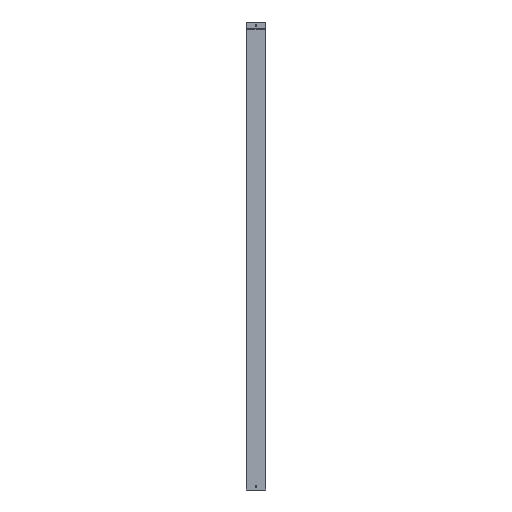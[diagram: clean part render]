
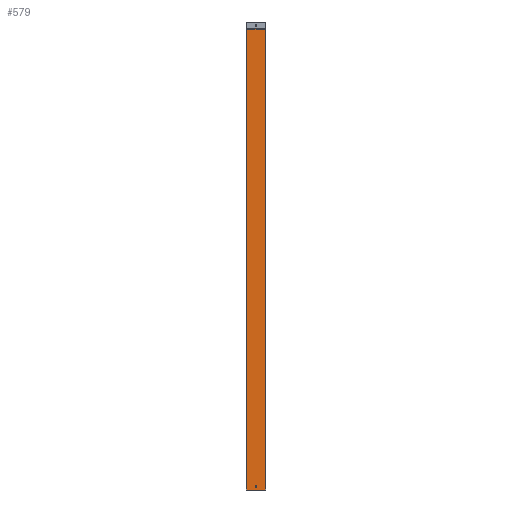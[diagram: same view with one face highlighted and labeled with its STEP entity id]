
A CAD part, front view. The second image highlights one B-rep face of the part: STEP entity #579.
In plain terms, the highlighted planar face has unit normal (0, -1, 0).
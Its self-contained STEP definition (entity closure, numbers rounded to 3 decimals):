
#15 = VERTEX_POINT ( 'NONE', #864 ) ;
#26 = FACE_OUTER_BOUND ( 'NONE', #382, .T. ) ;
#39 = FACE_BOUND ( 'NONE', #384, .T. ) ;
#103 = VECTOR ( 'NONE', #779, 1000. ) ;
#104 = VECTOR ( 'NONE', #776, 1000. ) ;
#105 = LINE ( 'NONE', #796, #103 ) ;
#106 = LINE ( 'NONE', #789, #104 ) ;
#108 = CIRCLE ( 'NONE', #469, 2.5 ) ;
#109 = VECTOR ( 'NONE', #788, 1000. ) ;
#112 = LINE ( 'NONE', #791, #109 ) ;
#127 = VECTOR ( 'NONE', #821, 1000. ) ;
#132 = LINE ( 'NONE', #753, #127 ) ;
#272 = ORIENTED_EDGE ( 'NONE', *, *, #508, .F. ) ;
#273 = ORIENTED_EDGE ( 'NONE', *, *, #509, .T. ) ;
#279 = ORIENTED_EDGE ( 'NONE', *, *, #497, .F. ) ;
#281 = ORIENTED_EDGE ( 'NONE', *, *, #510, .F. ) ;
#287 = ORIENTED_EDGE ( 'NONE', *, *, #506, .T. ) ;
#305 = VERTEX_POINT ( 'NONE', #418 ) ;
#309 = VERTEX_POINT ( 'NONE', #417 ) ;
#313 = VERTEX_POINT ( 'NONE', #394 ) ;
#322 = VERTEX_POINT ( 'NONE', #436 ) ;
#382 = EDGE_LOOP ( 'NONE', ( #273, #279, #281, #287 ) ) ;
#384 = EDGE_LOOP ( 'NONE', ( #272 ) ) ;
#394 = CARTESIAN_POINT ( 'NONE',  ( 40., 0., 0. ) ) ;
#417 = CARTESIAN_POINT ( 'NONE',  ( -40., 0., 0. ) ) ;
#418 = CARTESIAN_POINT ( 'NONE',  ( -40., 0., 1969. ) ) ;
#436 = CARTESIAN_POINT ( 'NONE',  ( 40., 0., 1969. ) ) ;
#447 = AXIS2_PLACEMENT_3D ( 'NONE', #847, #843, #842 ) ;
#469 = AXIS2_PLACEMENT_3D ( 'NONE', #783, #782, #781 ) ;
#497 = EDGE_CURVE ( 'NONE', #322, #313, #132, .T. ) ;
#506 = EDGE_CURVE ( 'NONE', #305, #309, #112, .T. ) ;
#508 = EDGE_CURVE ( 'NONE', #15, #15, #108, .T. ) ;
#509 = EDGE_CURVE ( 'NONE', #309, #313, #105, .T. ) ;
#510 = EDGE_CURVE ( 'NONE', #305, #322, #106, .T. ) ;
#579 = ADVANCED_FACE ( 'NONE', ( #39, #26 ), #840, .F. ) ;
#753 = CARTESIAN_POINT ( 'NONE',  ( 40., 0., 1969. ) ) ;
#776 = DIRECTION ( 'NONE',  ( 1., 0., 0. ) ) ;
#779 = DIRECTION ( 'NONE',  ( 1., 0., 0. ) ) ;
#781 = DIRECTION ( 'NONE',  ( 0., 0., 1. ) ) ;
#782 = DIRECTION ( 'NONE',  ( 0., -1., 0. ) ) ;
#783 = CARTESIAN_POINT ( 'NONE',  ( 0., 0., 15. ) ) ;
#788 = DIRECTION ( 'NONE',  ( 0., 0., -1. ) ) ;
#789 = CARTESIAN_POINT ( 'NONE',  ( -40., 0., 1969. ) ) ;
#791 = CARTESIAN_POINT ( 'NONE',  ( -40., 0., 1969. ) ) ;
#796 = CARTESIAN_POINT ( 'NONE',  ( -40., 0., 0. ) ) ;
#821 = DIRECTION ( 'NONE',  ( 0., 0., -1. ) ) ;
#840 = PLANE ( 'NONE',  #447 ) ;
#842 = DIRECTION ( 'NONE',  ( 0., 0., 1. ) ) ;
#843 = DIRECTION ( 'NONE',  ( 0., 1., 0. ) ) ;
#847 = CARTESIAN_POINT ( 'NONE',  ( -40., 0., 1969. ) ) ;
#864 = CARTESIAN_POINT ( 'NONE',  ( 0., 0., 17.5 ) ) ;
